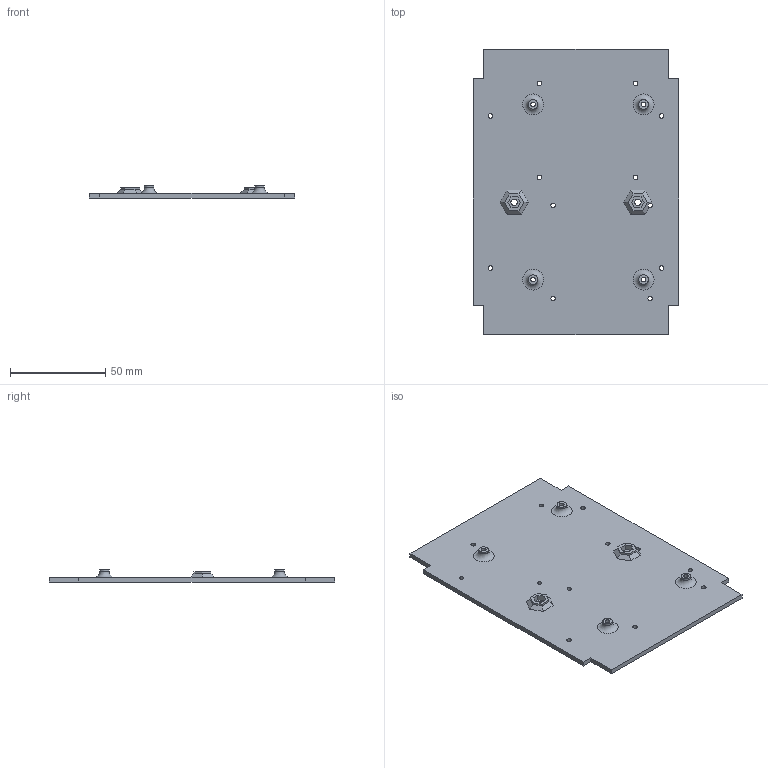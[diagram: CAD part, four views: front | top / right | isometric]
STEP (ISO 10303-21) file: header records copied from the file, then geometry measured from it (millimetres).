
FILE_DESCRIPTION(/* description */ (''),/* implementation_level */ '2;1');
FILE_NAME(/* name */ '5f1a624fb9fe9c131d37a0cc',/* time_stamp */ '2020-07-24T04:23:43+00:00',/* author */ (''),/* organization */ (''),/* preprocessor_version */ 'ST-DEVELOPER v16.7',/* originating_system */ $,/* authorisation */ $);
FILE_SCHEMA (('AUTOMOTIVE_DESIGN {1 0 10303 214 3 1 1}'));
Length unit declared in the file: metre
Products named in the file (1): Plate
Bounding box: 107.95 x 149.9 x 6.5 mm (x, y, z)
Volume: 40137.9 mm3; surface area: 33697.1 mm2
Topology: 1 solids, 1 shells, 84 faces, 209 edges, 134 vertices
Faces by surface type: plane 58, cylinder 22, torus 4
Full cylindrical faces by diameter (mm): 2.4 x16, 3.4 x2, 5 x4
Entity records: 2437 total; most frequent: DIRECTION 401, CARTESIAN_POINT 400, ORIENTED_EDGE 364, EDGE_CURVE 182, EDGE_LOOP 153, FACE_BOUND 153, AXIS2_PLACEMENT_3D 134, LINE 133
